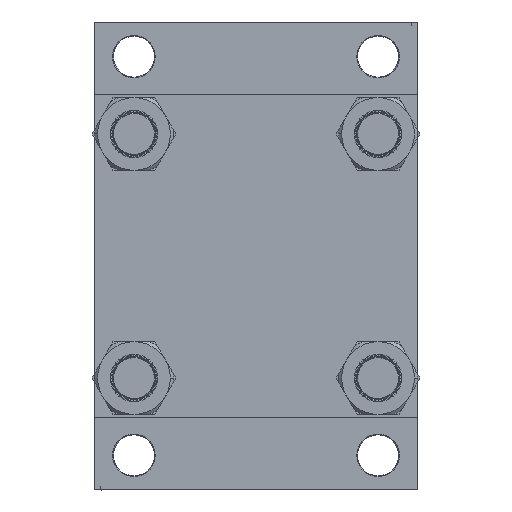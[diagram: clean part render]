
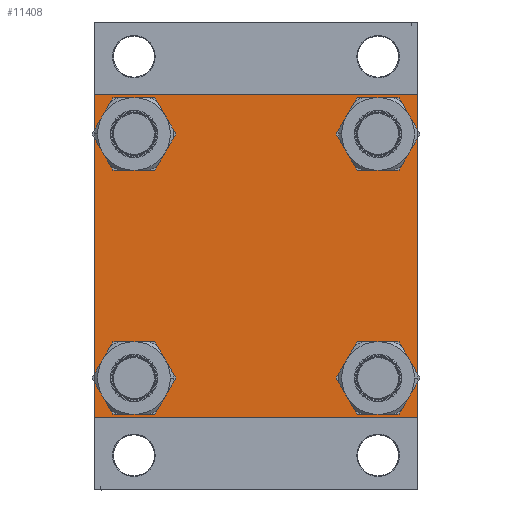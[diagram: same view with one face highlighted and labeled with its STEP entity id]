
A CAD part, left-side view. The second image highlights one B-rep face of the part: STEP entity #11408.
In plain terms, the highlighted planar face has unit normal (-1, 0, 0).
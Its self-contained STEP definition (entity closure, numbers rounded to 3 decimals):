
#69 = VERTEX_POINT ( 'NONE', #36683 ) ;
#192 = VECTOR ( 'NONE', #13380, 1000. ) ;
#253 = CIRCLE ( 'NONE', #43987, 14. ) ;
#717 = ORIENTED_EDGE ( 'NONE', *, *, #17079, .T. ) ;
#1552 = DIRECTION ( 'NONE',  ( 1., 0., 0. ) ) ;
#1944 = VECTOR ( 'NONE', #5562, 1000. ) ;
#1978 = VECTOR ( 'NONE', #2623, 1000. ) ;
#2335 = CARTESIAN_POINT ( 'NONE',  ( 0., 0., 0. ) ) ;
#2416 = DIRECTION ( 'NONE',  ( 1., 0., 0. ) ) ;
#2623 = DIRECTION ( 'NONE',  ( 0., 0.707, -0.707 ) ) ;
#2687 = CARTESIAN_POINT ( 'NONE',  ( 0., -102.5, 102. ) ) ;
#3183 = EDGE_CURVE ( 'NONE', #9764, #69, #24166, .T. ) ;
#3908 = EDGE_LOOP ( 'NONE', ( #5871, #11145 ) ) ;
#4149 = LINE ( 'NONE', #37168, #21855 ) ;
#4287 = AXIS2_PLACEMENT_3D ( 'NONE', #35214, #12478, #41807 ) ;
#4368 = EDGE_CURVE ( 'NONE', #48031, #6156, #4149, .T. ) ;
#4570 = DIRECTION ( 'NONE',  ( 0., 0., 1. ) ) ;
#5562 = DIRECTION ( 'NONE',  ( 0., -1., 0. ) ) ;
#5762 = FACE_OUTER_BOUND ( 'NONE', #33038, .T. ) ;
#5871 = ORIENTED_EDGE ( 'NONE', *, *, #26961, .T. ) ;
#5991 = ORIENTED_EDGE ( 'NONE', *, *, #4368, .T. ) ;
#6040 = VERTEX_POINT ( 'NONE', #43433 ) ;
#6156 = VERTEX_POINT ( 'NONE', #29514 ) ;
#6572 = CARTESIAN_POINT ( 'NONE',  ( 0., -77.45, 77.45 ) ) ;
#6613 = DIRECTION ( 'NONE',  ( 0., 0., 1. ) ) ;
#7018 = CARTESIAN_POINT ( 'NONE',  ( 0., 102.25, 102.25 ) ) ;
#7483 = DIRECTION ( 'NONE',  ( 0., 0., 1. ) ) ;
#7660 = CARTESIAN_POINT ( 'NONE',  ( 0., 102.5, 102. ) ) ;
#8234 = VERTEX_POINT ( 'NONE', #13350 ) ;
#8371 = CARTESIAN_POINT ( 'NONE',  ( 0., 77.45, -63.45 ) ) ;
#8606 = DIRECTION ( 'NONE',  ( 0., 0., -1. ) ) ;
#9003 = EDGE_CURVE ( 'NONE', #48173, #15110, #44632, .T. ) ;
#9077 = CARTESIAN_POINT ( 'NONE',  ( 0., 77.45, 91.45 ) ) ;
#9109 = LINE ( 'NONE', #24028, #47182 ) ;
#9325 = LINE ( 'NONE', #46209, #36601 ) ;
#9425 = FACE_BOUND ( 'NONE', #25879, .T. ) ;
#9764 = VERTEX_POINT ( 'NONE', #34764 ) ;
#10357 = EDGE_CURVE ( 'NONE', #6156, #48260, #10858, .T. ) ;
#10677 = VECTOR ( 'NONE', #8606, 1000. ) ;
#10858 = LINE ( 'NONE', #42936, #192 ) ;
#11145 = ORIENTED_EDGE ( 'NONE', *, *, #33420, .T. ) ;
#11408 = ADVANCED_FACE ( 'NONE', ( #24590, #9425, #35826, #39227, #5762 ), #16758, .T. ) ;
#11679 = CARTESIAN_POINT ( 'NONE',  ( 0., -77.45, 77.45 ) ) ;
#11885 = AXIS2_PLACEMENT_3D ( 'NONE', #32769, #17620, #6613 ) ;
#12478 = DIRECTION ( 'NONE',  ( 1., 0., 0. ) ) ;
#12760 = CARTESIAN_POINT ( 'NONE',  ( 0., -102.5, 102.5 ) ) ;
#13350 = CARTESIAN_POINT ( 'NONE',  ( 0., 77.45, -91.45 ) ) ;
#13380 = DIRECTION ( 'NONE',  ( 0., -0.707, -0.707 ) ) ;
#13588 = AXIS2_PLACEMENT_3D ( 'NONE', #38006, #40947, #7483 ) ;
#13622 = VECTOR ( 'NONE', #37788, 1000. ) ;
#13850 = CARTESIAN_POINT ( 'NONE',  ( 0., 102., 102.5 ) ) ;
#14163 = CARTESIAN_POINT ( 'NONE',  ( 0., 77.45, -77.45 ) ) ;
#14344 = LINE ( 'NONE', #7018, #1978 ) ;
#14392 = CIRCLE ( 'NONE', #13588, 14. ) ;
#14717 = CARTESIAN_POINT ( 'NONE',  ( 0., 77.45, 63.45 ) ) ;
#15110 = VERTEX_POINT ( 'NONE', #14717 ) ;
#15655 = CARTESIAN_POINT ( 'NONE',  ( 0., 102.5, -102.5 ) ) ;
#15765 = EDGE_CURVE ( 'NONE', #15110, #48173, #253, .T. ) ;
#16081 = ORIENTED_EDGE ( 'NONE', *, *, #18745, .T. ) ;
#16758 = PLANE ( 'NONE',  #32124 ) ;
#17002 = DIRECTION ( 'NONE',  ( 0., 0., 1. ) ) ;
#17079 = EDGE_CURVE ( 'NONE', #69, #9764, #14392, .T. ) ;
#17593 = DIRECTION ( 'NONE',  ( 1., 0., 0. ) ) ;
#17620 = DIRECTION ( 'NONE',  ( 1., 0., 0. ) ) ;
#18076 = CIRCLE ( 'NONE', #45375, 14. ) ;
#18737 = ORIENTED_EDGE ( 'NONE', *, *, #42596, .F. ) ;
#18745 = EDGE_CURVE ( 'NONE', #6040, #23872, #37311, .T. ) ;
#18749 = CARTESIAN_POINT ( 'NONE',  ( 0., -102.5, -102. ) ) ;
#20702 = ORIENTED_EDGE ( 'NONE', *, *, #9003, .T. ) ;
#21855 = VECTOR ( 'NONE', #25931, 1000. ) ;
#22875 = CARTESIAN_POINT ( 'NONE',  ( 0., -102.25, -102.25 ) ) ;
#23225 = LINE ( 'NONE', #15655, #1944 ) ;
#23872 = VERTEX_POINT ( 'NONE', #18749 ) ;
#24028 = CARTESIAN_POINT ( 'NONE',  ( 0., 102.5, 102.5 ) ) ;
#24166 = CIRCLE ( 'NONE', #32748, 14. ) ;
#24590 = FACE_BOUND ( 'NONE', #3908, .T. ) ;
#25164 = AXIS2_PLACEMENT_3D ( 'NONE', #14163, #17593, #43482 ) ;
#25636 = DIRECTION ( 'NONE',  ( 0., 0., 1. ) ) ;
#25698 = CARTESIAN_POINT ( 'NONE',  ( 0., 102., -102.5 ) ) ;
#25879 = EDGE_LOOP ( 'NONE', ( #33268, #717 ) ) ;
#25931 = DIRECTION ( 'NONE',  ( 0., 0., -1. ) ) ;
#26961 = EDGE_CURVE ( 'NONE', #41290, #43202, #18076, .T. ) ;
#27244 = VERTEX_POINT ( 'NONE', #13850 ) ;
#27350 = ORIENTED_EDGE ( 'NONE', *, *, #15765, .T. ) ;
#27534 = ORIENTED_EDGE ( 'NONE', *, *, #48172, .T. ) ;
#28689 = EDGE_CURVE ( 'NONE', #8234, #46314, #38395, .T. ) ;
#29514 = CARTESIAN_POINT ( 'NONE',  ( 0., 102.5, -102. ) ) ;
#29535 = VERTEX_POINT ( 'NONE', #2687 ) ;
#29988 = CIRCLE ( 'NONE', #34690, 14. ) ;
#30976 = DIRECTION ( 'NONE',  ( 1., 0., 0. ) ) ;
#31844 = CARTESIAN_POINT ( 'NONE',  ( 0., -77.45, 63.45 ) ) ;
#32124 = AXIS2_PLACEMENT_3D ( 'NONE', #2335, #46556, #17002 ) ;
#32748 = AXIS2_PLACEMENT_3D ( 'NONE', #46022, #1552, #39430 ) ;
#32769 = CARTESIAN_POINT ( 'NONE',  ( 0., 77.45, 77.45 ) ) ;
#33038 = EDGE_LOOP ( 'NONE', ( #5991, #45443, #43188, #16081, #18737, #27534, #47757, #34837 ) ) ;
#33268 = ORIENTED_EDGE ( 'NONE', *, *, #3183, .T. ) ;
#33420 = EDGE_CURVE ( 'NONE', #43202, #41290, #29988, .T. ) ;
#33460 = VERTEX_POINT ( 'NONE', #46827 ) ;
#34603 = ORIENTED_EDGE ( 'NONE', *, *, #35507, .T. ) ;
#34690 = AXIS2_PLACEMENT_3D ( 'NONE', #11679, #30976, #4570 ) ;
#34764 = CARTESIAN_POINT ( 'NONE',  ( 0., -77.45, -63.45 ) ) ;
#34837 = ORIENTED_EDGE ( 'NONE', *, *, #39123, .T. ) ;
#34931 = DIRECTION ( 'NONE',  ( 0., 0., 1. ) ) ;
#35186 = EDGE_CURVE ( 'NONE', #27244, #33460, #9109, .T. ) ;
#35214 = CARTESIAN_POINT ( 'NONE',  ( 0., 77.45, -77.45 ) ) ;
#35507 = EDGE_CURVE ( 'NONE', #46314, #8234, #43314, .T. ) ;
#35826 = FACE_BOUND ( 'NONE', #45466, .T. ) ;
#35908 = CARTESIAN_POINT ( 'NONE',  ( 0., 77.45, 77.45 ) ) ;
#36601 = VECTOR ( 'NONE', #42550, 1000. ) ;
#36683 = CARTESIAN_POINT ( 'NONE',  ( 0., -77.45, -91.45 ) ) ;
#37055 = CARTESIAN_POINT ( 'NONE',  ( 0., -77.45, 91.45 ) ) ;
#37168 = CARTESIAN_POINT ( 'NONE',  ( 0., 102.5, 102.5 ) ) ;
#37311 = LINE ( 'NONE', #22875, #13622 ) ;
#37788 = DIRECTION ( 'NONE',  ( 0., -0.707, 0.707 ) ) ;
#38006 = CARTESIAN_POINT ( 'NONE',  ( 0., -77.45, -77.45 ) ) ;
#38395 = CIRCLE ( 'NONE', #25164, 14. ) ;
#38910 = EDGE_CURVE ( 'NONE', #48260, #6040, #23225, .T. ) ;
#38920 = DIRECTION ( 'NONE',  ( 0., -1., 0. ) ) ;
#39123 = EDGE_CURVE ( 'NONE', #27244, #48031, #14344, .T. ) ;
#39227 = FACE_BOUND ( 'NONE', #46173, .T. ) ;
#39430 = DIRECTION ( 'NONE',  ( 0., 0., 1. ) ) ;
#40041 = DIRECTION ( 'NONE',  ( 1., 0., 0. ) ) ;
#40947 = DIRECTION ( 'NONE',  ( 1., 0., 0. ) ) ;
#41105 = ORIENTED_EDGE ( 'NONE', *, *, #28689, .T. ) ;
#41290 = VERTEX_POINT ( 'NONE', #37055 ) ;
#41807 = DIRECTION ( 'NONE',  ( 0., 0., 1. ) ) ;
#42550 = DIRECTION ( 'NONE',  ( 0., 0.707, 0.707 ) ) ;
#42596 = EDGE_CURVE ( 'NONE', #29535, #23872, #46475, .T. ) ;
#42936 = CARTESIAN_POINT ( 'NONE',  ( 0., 102.25, -102.25 ) ) ;
#43188 = ORIENTED_EDGE ( 'NONE', *, *, #38910, .T. ) ;
#43202 = VERTEX_POINT ( 'NONE', #31844 ) ;
#43314 = CIRCLE ( 'NONE', #4287, 14. ) ;
#43433 = CARTESIAN_POINT ( 'NONE',  ( 0., -102., -102.5 ) ) ;
#43482 = DIRECTION ( 'NONE',  ( 0., 0., 1. ) ) ;
#43987 = AXIS2_PLACEMENT_3D ( 'NONE', #35908, #2416, #34931 ) ;
#44632 = CIRCLE ( 'NONE', #11885, 14. ) ;
#45375 = AXIS2_PLACEMENT_3D ( 'NONE', #6572, #40041, #25636 ) ;
#45443 = ORIENTED_EDGE ( 'NONE', *, *, #10357, .T. ) ;
#45466 = EDGE_LOOP ( 'NONE', ( #34603, #41105 ) ) ;
#46022 = CARTESIAN_POINT ( 'NONE',  ( 0., -77.45, -77.45 ) ) ;
#46173 = EDGE_LOOP ( 'NONE', ( #20702, #27350 ) ) ;
#46209 = CARTESIAN_POINT ( 'NONE',  ( 0., -102.25, 102.25 ) ) ;
#46314 = VERTEX_POINT ( 'NONE', #8371 ) ;
#46475 = LINE ( 'NONE', #12760, #10677 ) ;
#46556 = DIRECTION ( 'NONE',  ( -1., 0., 0. ) ) ;
#46827 = CARTESIAN_POINT ( 'NONE',  ( 0., -102., 102.5 ) ) ;
#47182 = VECTOR ( 'NONE', #38920, 1000. ) ;
#47757 = ORIENTED_EDGE ( 'NONE', *, *, #35186, .F. ) ;
#48031 = VERTEX_POINT ( 'NONE', #7660 ) ;
#48172 = EDGE_CURVE ( 'NONE', #29535, #33460, #9325, .T. ) ;
#48173 = VERTEX_POINT ( 'NONE', #9077 ) ;
#48260 = VERTEX_POINT ( 'NONE', #25698 ) ;
